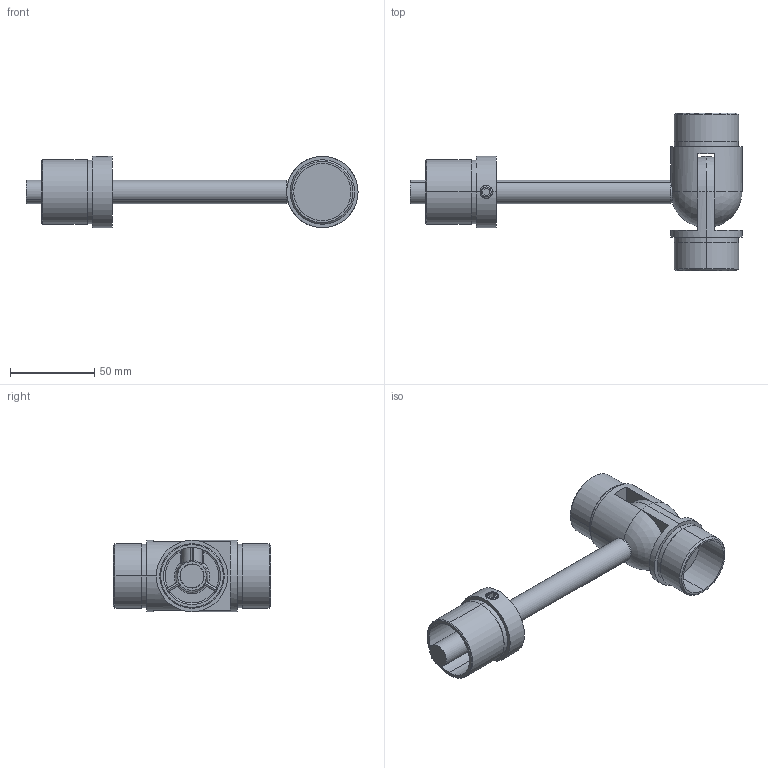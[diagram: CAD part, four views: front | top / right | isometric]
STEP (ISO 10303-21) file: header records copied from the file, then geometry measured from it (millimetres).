
FILE_DESCRIPTION (( 'STEP AP203' ), '1' );
FILE_NAME ('A_0720-242.STEP', '2023-07-20T10:15:34', ( '' ), ( '' ), 'SwSTEP 2.0', 'SolidWorks 2019', '' );
FILE_SCHEMA (( 'CONFIG_CONTROL_DESIGN' ));
Length unit declared in the file: millimetre
Products named in the file (6): A_0720-242.P1; A_0720-242; A_0720-242.P3; A_0720-242.P4; Skrutka DIN 913-M8x14_SKRUTKA M 8X16; A_0720-242.P2
Assembly tree (5 placements, depth 2):
  A_0720-242
    A_0720-242.P1
    A_0720-242.P2
    A_0720-242.P3
    A_0720-242.P4
    Skrutka DIN 913-M8x14_SKRUTKA M 8X16
Bounding box: 197.4 x 93.6 x 42.4 mm (x, y, z)
Volume: 93907.5 mm3; surface area: 53263.8 mm2
Topology: 5 solids, 5 shells, 189 faces, 462 edges, 297 vertices
Faces by surface type: cylinder 84, plane 51, cone 22, torus 14, sphere 12, bspline 6
Entity records: 14292 total; most frequent: CARTESIAN_POINT 9377, ORIENTED_EDGE 922, DIRECTION 876, EDGE_CURVE 461, AXIS2_PLACEMENT_3D 358, VERTEX_POINT 297, EDGE_LOOP 212, ADVANCED_FACE 189
